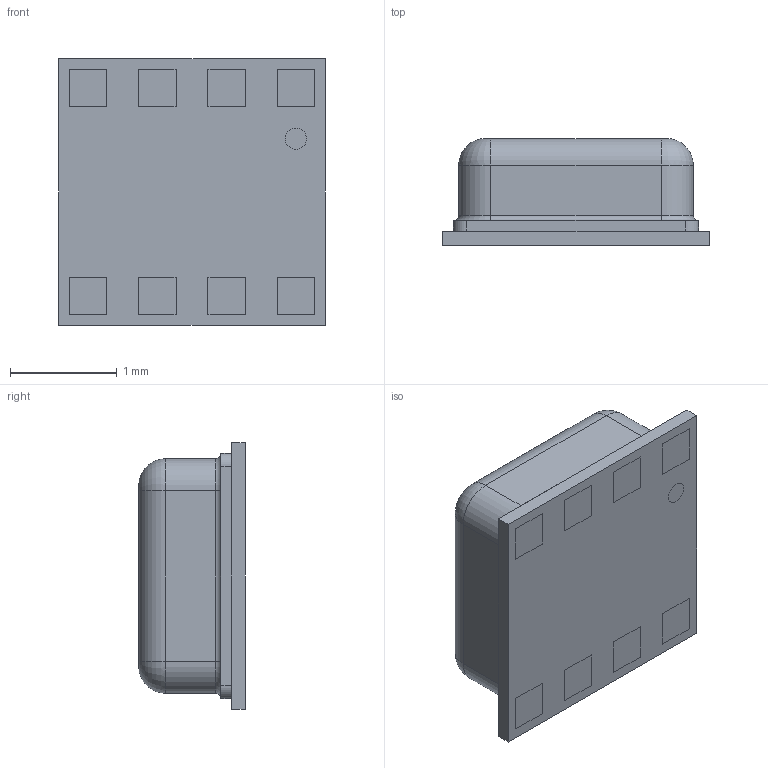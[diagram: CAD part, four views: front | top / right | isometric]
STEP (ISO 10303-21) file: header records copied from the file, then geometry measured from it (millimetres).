
FILE_DESCRIPTION (( 'STEP AP214' ), '1' );
FILE_NAME ('BME280.STEP', '2019-01-18T09:22:50', ( '' ), ( '' ), 'SwSTEP 2.0', 'SolidWorks 2017', '' );
FILE_SCHEMA (( 'AUTOMOTIVE_DESIGN' ));
Length unit declared in the file: millimetre
Products named in the file (1): BME280
Bounding box: 2.5 x 1 x 2.5 mm (x, y, z)
Volume: 1.9 mm3; surface area: 40 mm2
Topology: 11 solids, 11 shells, 170 faces, 374 edges, 236 vertices
Faces by surface type: plane 120, cylinder 34, torus 16
Entity records: 4738 total; most frequent: CARTESIAN_POINT 805, DIRECTION 792, ORIENTED_EDGE 748, EDGE_CURVE 374, LINE 282, VECTOR 282, AXIS2_PLACEMENT_3D 255, VERTEX_POINT 236
